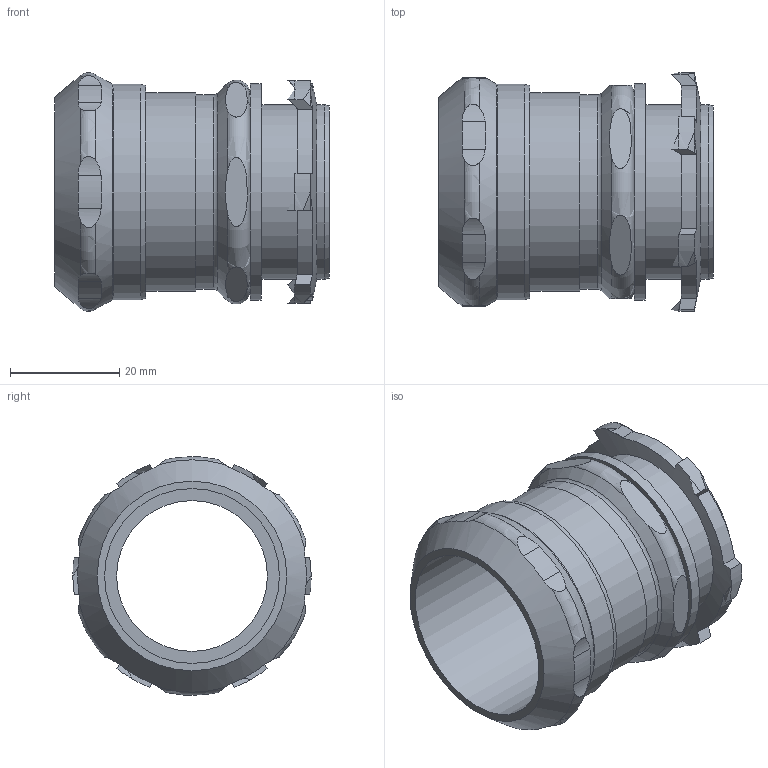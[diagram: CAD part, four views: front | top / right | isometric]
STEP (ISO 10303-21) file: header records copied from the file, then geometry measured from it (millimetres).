
FILE_DESCRIPTION(/* description */ (''),/* implementation_level */ '2;1');
FILE_NAME(/* name */ '',/* time_stamp */ '2025-06-23T11:33:59+07:00',/* author */ ('zeta-72'),/* organization */ (''),/* preprocessor_version */ 'ST-DEVELOPER v19.2',/* originating_system */ 'Autodesk Inventor 2024',/* authorisation */ '');
FILE_SCHEMA (('AUTOMOTIVE_DESIGN { 1 0 10303 214 3 1 1 }'));
Length unit declared in the file: millimetre
Products named in the file (1): ЗЭТА.046.020.000_Муфта вводная 
IP66_Упростить_1
Bounding box: 50.3 x 43.6 x 43.7 mm (x, y, z)
Volume: 18603.4 mm3; surface area: 14081.9 mm2
Topology: 1 solids, 1 shells, 109 faces, 330 edges, 206 vertices
Faces by surface type: cylinder 39, plane 25, bspline 24, cone 11, torus 10
Full cylindrical faces by diameter (mm): 27.6 x1, 32 x3, 32.1 x1, 35.6 x1, 36.4 x1, 39.4 x1, 39.6 x1
Entity records: 4893 total; most frequent: CARTESIAN_POINT 2114, ORIENTED_EDGE 612, DIRECTION 470, EDGE_CURVE 306, VERTEX_POINT 206, AXIS2_PLACEMENT_3D 205, CIRCLE 119, EDGE_LOOP 118
